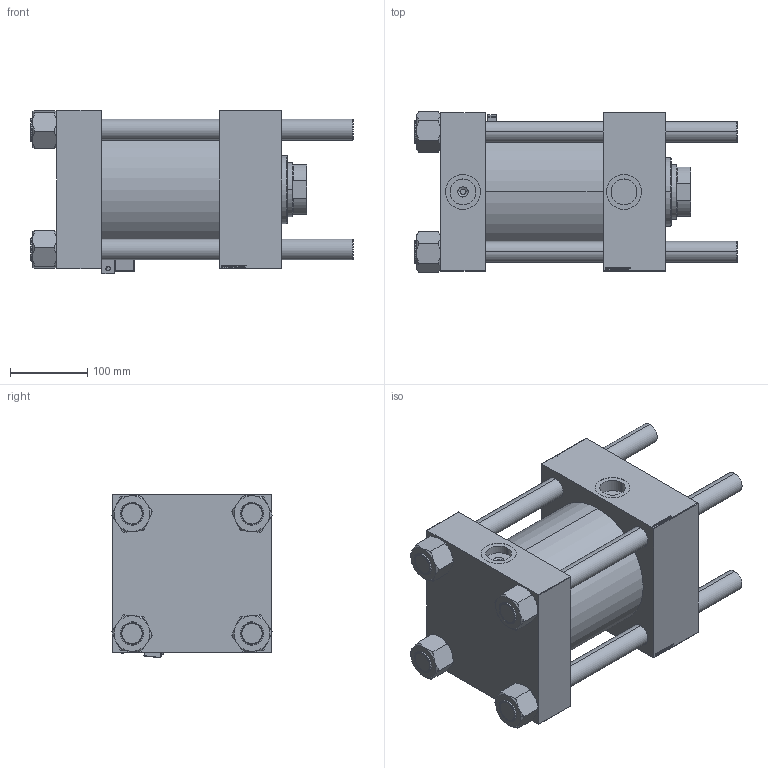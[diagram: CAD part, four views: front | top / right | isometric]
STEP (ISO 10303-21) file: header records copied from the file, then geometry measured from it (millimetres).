
FILE_DESCRIPTION (( 'STEP AP203' ), '1' );
FILE_NAME ('a01d.STEP', '2022-04-15T08:24:36', ( '' ), ( '' ), 'SwSTEP 2.0', 'SolidWorks 2019', '' );
FILE_SCHEMA (( 'CONFIG_CONTROL_DESIGN' ));
Length unit declared in the file: millimetre
Products named in the file (7): V215CR_MSU 2d639babe4be9f8d8269aed2d2ca5883; V215CR_VCP_B 2d639babe4be9f8d8269aed2d2ca5883; V215_VC_A 2d639babe4be9f8d8269aed2d2ca5883; a01d; V215CR_B-1 2d639babe4be9f8d8269aed2d2ca5883; NUT_M5_B 2d639babe4be9f8d8269aed2d2ca5883; V215CR_B_TYCINKA 2d639babe4be9f8d8269aed2d2ca5883
Assembly tree (12 placements, depth 2):
  a01d
    V215CR_B-1 2d639babe4be9f8d8269aed2d2ca5883
    V215CR_VCP_B 2d639babe4be9f8d8269aed2d2ca5883
    NUT_M5_B 2d639babe4be9f8d8269aed2d2ca5883  x4
    V215CR_B_TYCINKA 2d639babe4be9f8d8269aed2d2ca5883  x4
    V215_VC_A 2d639babe4be9f8d8269aed2d2ca5883
    V215CR_MSU 2d639babe4be9f8d8269aed2d2ca5883
Bounding box: 416 x 207.94 x 211.3 mm (x, y, z)
Volume: 8234184 mm3; surface area: 855507.6 mm2
Topology: 12 solids, 12 shells, 1289 faces, 3281 edges, 2117 vertices
Faces by surface type: plane 511, bspline 504, cone 136, cylinder 112, torus 14, sphere 12
Entity records: 59592 total; most frequent: CARTESIAN_POINT 34493, ORIENTED_EDGE 5802, DIRECTION 3421, EDGE_CURVE 2901, VERTEX_POINT 1895, LINE 1567, VECTOR 1567, EDGE_LOOP 1262
